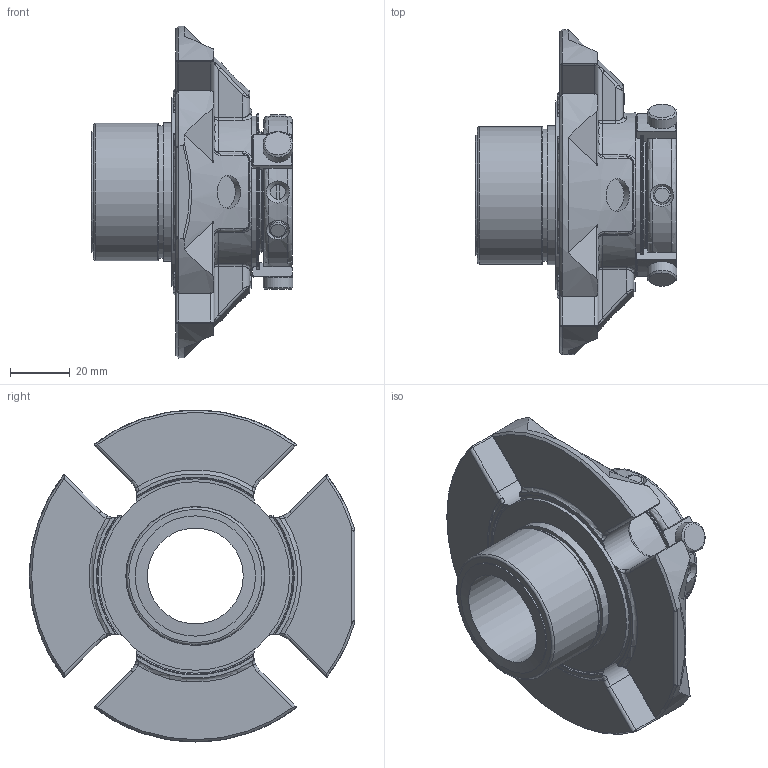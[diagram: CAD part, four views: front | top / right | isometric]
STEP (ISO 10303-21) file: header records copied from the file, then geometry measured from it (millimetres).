
FILE_DESCRIPTION(/* description */ ('Unknown'),/* implementation_level */ '2;1');
FILE_NAME(/* name */ '32mm',/* time_stamp */ '2023-02-14T10:11:23+00:00',/* author */ ('Unknown'),/* organization */ ('Unknown'),/* preprocessor_version */ 'ST-DEVELOPER v16.7',/* originating_system */ 'Solid Edge',/* authorisation */ 'Unknown');
FILE_SCHEMA (('AUTOMOTIVE_DESIGN {1 0 10303 214 3 1 1}'));
Length unit declared in the file: millimetre
Products named in the file (1): 32mm
Bounding box: 67.44 x 108.63 x 110.87 mm (x, y, z)
Volume: 164551.1 mm3; surface area: 43566.4 mm2
Topology: 1 solids, 1 shells, 581 faces, 1486 edges, 943 vertices
Faces by surface type: plane 218, cylinder 157, bspline 76, torus 74, cone 32, sphere 24
Full cylindrical faces by diameter (mm): 2.821 x1, 5 x2, 6 x6, 10 x3, 10.998 x3, 32.004 x1, 33.985 x1, 40.183 x1, 40.259 x1, 44.171 x1, 45.974 x1, 46.431 x2, 50.749 x1, 52.273 x1, 63 x1
Entity records: 24065 total; most frequent: CARTESIAN_POINT 7068, ORIENTED_EDGE 2780, DIRECTION 2471, EDGE_CURVE 1390, AXIS2_PLACEMENT_3D 981, VERTEX_POINT 908, EDGE_LOOP 680, FACE_BOUND 680
